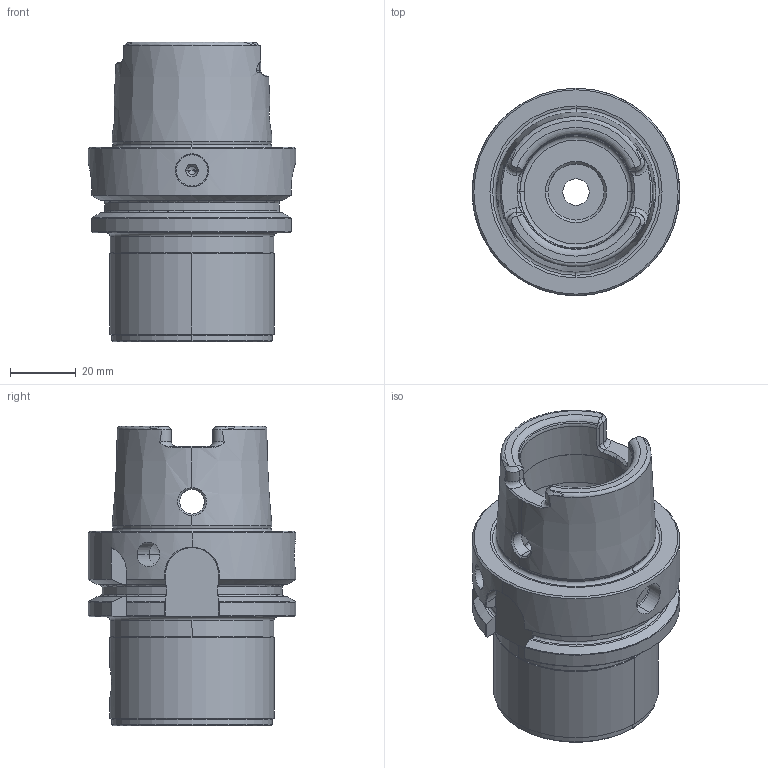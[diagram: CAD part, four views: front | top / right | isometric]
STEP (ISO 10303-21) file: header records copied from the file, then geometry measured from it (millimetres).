
FILE_DESCRIPTION(('no description'),'unknown implementation level');
FILE_NAME('1952B064-3715-4B3D-A327-CE6A2A8D554E_export.stp',' ',('CIMSOURCE GmbH'),('CADClick - KiM GmbH - www.kimweb.de'),'unknown preprocess','ACIS','unknown authorization');
FILE_SCHEMA(('automotive_design'));
Length unit declared in the file: millimetre
Products named in the file (2): 324.352 Kaiser HSK-A63 X CK5 X 85FB|324.352 Kaiser HSK-A63 X CK5 X 85FB_Standard;NONE; 324.352 Kaiser HSK-A63 X CK5 X 85FB|690.435 Kaiser ETL M10 X 14 CK5_Standard;NONE
Bounding box: 62.94 x 62.94 x 90.9 mm (x, y, z)
Volume: 124003 mm3; surface area: 31186.7 mm2
Topology: 2 solids, 2 shells, 290 faces, 744 edges, 457 vertices
Faces by surface type: cone 88, plane 85, cylinder 67, torus 32, bspline 18
Entity records: 20706 total; most frequent: CARTESIAN_POINT 5671, STYLED_ITEM 1487, PRESENTATION_STYLE_ASSIGNMENT 1487, COLOUR_RGB 1487, ORIENTED_EDGE 1476, DIRECTION 1340, EDGE_CURVE 738, CURVE_STYLE 738
